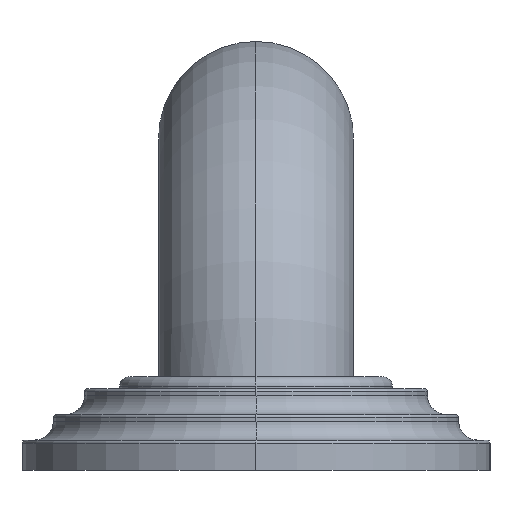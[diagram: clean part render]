
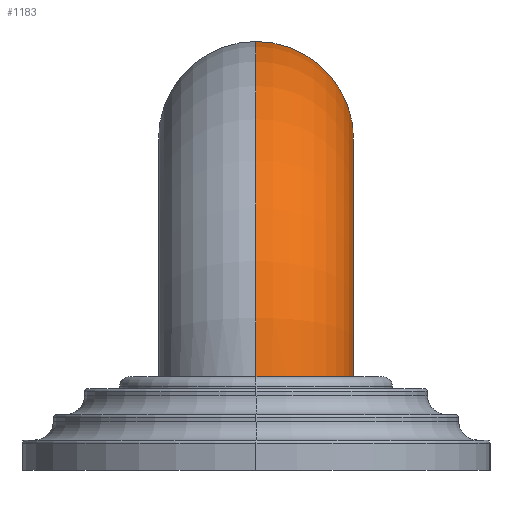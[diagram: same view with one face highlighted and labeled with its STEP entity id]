
A CAD part, left-side view. The second image highlights one B-rep face of the part: STEP entity #1183.
In plain terms, the highlighted toroidal (fillet/blend) face has major radius 41.275 mm and minor radius 15.875 mm.
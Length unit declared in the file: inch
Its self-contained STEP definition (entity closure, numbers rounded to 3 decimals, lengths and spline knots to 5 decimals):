
#320=CARTESIAN_POINT('',(-6.375,0.,2.125));
#321=DIRECTION('',(1.,0.,0.));
#322=DIRECTION('',(0.,0.,1.));
#323=AXIS2_PLACEMENT_3D('',#320,#321,#322);
#329=CARTESIAN_POINT('',(-6.375,0.,0.5));
#330=DIRECTION('',(0.,1.,0.));
#331=DIRECTION('',(-0.999,0.,0.044));
#332=AXIS2_PLACEMENT_3D('',#329,#330,#331);
#334=CARTESIAN_POINT('',(-7.36999,0.,0.6));
#365=CARTESIAN_POINT('',(-8.62278,0.,0.6));
#367=CARTESIAN_POINT('',(-8.62278,0.,0.6));
#368=CARTESIAN_POINT('',(-8.62278,-0.02263,0.6));
#369=CARTESIAN_POINT('',(-8.62034,-0.06758,0.6));
#370=CARTESIAN_POINT('',(-8.60936,-0.13456,0.6));
#371=CARTESIAN_POINT('',(-8.59123,-0.19981,0.6));
#372=CARTESIAN_POINT('',(-8.56611,-0.26285,0.6));
#373=CARTESIAN_POINT('',(-8.53438,-0.32268,0.6));
#374=CARTESIAN_POINT('',(-8.49625,-0.37888,0.6));
#375=CARTESIAN_POINT('',(-8.4524,-0.43048,0.6));
#376=CARTESIAN_POINT('',(-8.40303,-0.47721,0.6));
#377=CARTESIAN_POINT('',(-8.3491,-0.51818,0.6));
#378=CARTESIAN_POINT('',(-8.29079,-0.55324,0.6));
#379=CARTESIAN_POINT('',(-8.22928,-0.58167,0.6));
#380=CARTESIAN_POINT('',(-8.16474,-0.6034,0.6));
#381=CARTESIAN_POINT('',(-8.09852,-0.61796,0.6));
#382=CARTESIAN_POINT('',(-8.03075,-0.62532,0.6));
#383=CARTESIAN_POINT('',(-7.9629,-0.62531,0.6));
#384=CARTESIAN_POINT('',(-7.8951,-0.61793,0.6));
#385=CARTESIAN_POINT('',(-7.8288,-0.60334,0.6));
#386=CARTESIAN_POINT('',(-7.76414,-0.58156,0.6));
#387=CARTESIAN_POINT('',(-7.70249,-0.55306,0.6));
#388=CARTESIAN_POINT('',(-7.64404,-0.51791,0.6));
#389=CARTESIAN_POINT('',(-7.58997,-0.47685,0.6));
#390=CARTESIAN_POINT('',(-7.54049,-0.43003,0.6));
#391=CARTESIAN_POINT('',(-7.49655,-0.37836,0.6));
#392=CARTESIAN_POINT('',(-7.45837,-0.32212,0.6));
#393=CARTESIAN_POINT('',(-7.42662,-0.26231,0.6));
#394=CARTESIAN_POINT('',(-7.4015,-0.19934,0.6));
#395=CARTESIAN_POINT('',(-7.38339,-0.13421,0.6));
#396=CARTESIAN_POINT('',(-7.37242,-0.0674,0.6));
#397=CARTESIAN_POINT('',(-7.36999,-0.02256,0.6));
#398=CARTESIAN_POINT('',(-7.36999,0.,0.6));
#632=CARTESIAN_POINT('',(-6.375,0.,0.5));
#633=DIRECTION('',(0.,1.,0.));
#634=DIRECTION('',(-0.995,0.,0.1));
#635=AXIS2_PLACEMENT_3D('',#632,#633,#634);
#758=CARTESIAN_POINT('',(-6.375,0.,1.5));
#759=CARTESIAN_POINT('',(-6.375,0.,2.75));
#760=VERTEX_POINT('',#758);
#761=VERTEX_POINT('',#759);
#768=VERTEX_POINT('',#334);
#769=VERTEX_POINT('',#365);
#1169=CARTESIAN_POINT('',(-6.375,0.,0.5));
#1170=DIRECTION('',(0.,1.,0.));
#1171=DIRECTION('',(1.,0.,0.));
#1172=AXIS2_PLACEMENT_3D('',#1169,#1170,#1171);
#1173=TOROIDAL_SURFACE('',#1172,1.625,0.625);
#1175=ORIENTED_EDGE('',*,*,#1174,.F.);
#1177=ORIENTED_EDGE('',*,*,#1176,.T.);
#1178=ORIENTED_EDGE('',*,*,#1159,.T.);
#1180=ORIENTED_EDGE('',*,*,#1179,.F.);
#1181=EDGE_LOOP('',(#1175,#1177,#1178,#1180));
#1182=FACE_OUTER_BOUND('',#1181,.F.);
#1183=ADVANCED_FACE('',(#1182),#1173,.T.);
#324=CIRCLE('',#323,0.625);
#333=CIRCLE('',#332,2.25);
#399=B_SPLINE_CURVE_WITH_KNOTS('',3,(#367,#368,#369,#370,#371,#372,#373,#374,
#375,#376,#377,#378,#379,#380,#381,#382,#383,#384,#385,#386,#387,#388,#389,#390,
#391,#392,#393,#394,#395,#396,#397,#398),.UNSPECIFIED.,.F.,.F.,(4,1,1,1,1,1,1,1,
1,1,1,1,1,1,1,1,1,1,1,1,1,1,1,1,1,1,1,1,1,4),(0.,0.03448,
0.06897,0.10345,0.13793,0.17241,
0.2069,0.24138,0.27586,0.31034,
0.34483,0.37931,0.41379,0.44828,
0.48276,0.51724,0.55172,0.58621,
0.62069,0.65517,0.68966,0.72414,
0.75862,0.7931,0.82759,0.86207,
0.89655,0.93103,0.96552,1.),.UNSPECIFIED.);
#636=CIRCLE('',#635,1.);
#1159=EDGE_CURVE('',#761,#760,#324,.T.);
#1174=EDGE_CURVE('',#769,#768,#399,.T.);
#1176=EDGE_CURVE('',#769,#761,#333,.T.);
#1179=EDGE_CURVE('',#768,#760,#636,.T.);
